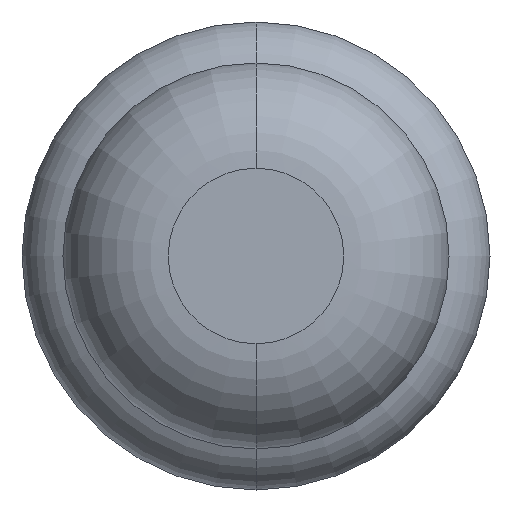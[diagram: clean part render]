
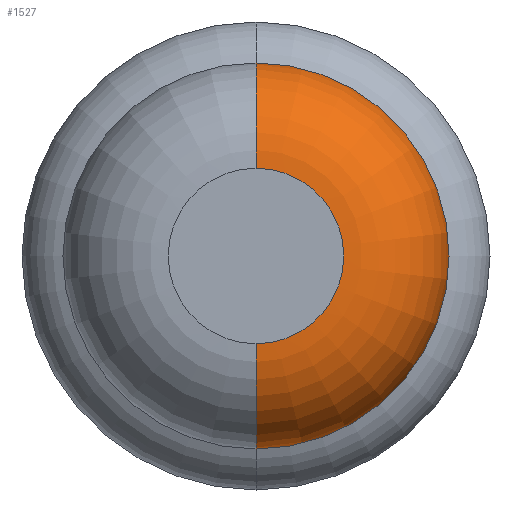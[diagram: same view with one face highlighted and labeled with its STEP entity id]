
A CAD part, front view. The second image highlights one B-rep face of the part: STEP entity #1527.
In plain terms, the highlighted toroidal (fillet/blend) face has major radius 0.375 mm and minor radius 0.45 mm.
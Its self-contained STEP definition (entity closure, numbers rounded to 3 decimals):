
#104 = FACE_OUTER_BOUND ( 'NONE', #2584, .T. ) ;
#110 = DIRECTION ( 'NONE',  ( 0., 0., 1. ) ) ;
#131 = ORIENTED_EDGE ( 'NONE', *, *, #515, .F. ) ;
#314 = DIRECTION ( 'NONE',  ( 0., 1., 0. ) ) ;
#362 = CARTESIAN_POINT ( 'NONE',  ( 0., -29., -0.375 ) ) ;
#392 = AXIS2_PLACEMENT_3D ( 'NONE', #1438, #1157, #110 ) ;
#441 = ORIENTED_EDGE ( 'NONE', *, *, #1379, .T. ) ;
#515 = EDGE_CURVE ( 'NONE', #980, #1989, #2021, .T. ) ;
#576 = CIRCLE ( 'NONE', #1425, 0.45 ) ;
#577 = ORIENTED_EDGE ( 'NONE', *, *, #2908, .T. ) ;
#598 = VERTEX_POINT ( 'NONE', #362 ) ;
#614 = EDGE_CURVE ( 'Defeature ausgef�hrt1_8+Defeature ausgef�hrt1_7+Defeature ausgef�hrt1_7+Defeature ausgef�hrt1_7', #1989, #1447, #758, .T. ) ;
#758 = CIRCLE ( 'NONE', #392, 0.825 ) ;
#819 = CARTESIAN_POINT ( 'NONE',  ( 0., -28.55, -0.825 ) ) ;
#918 = AXIS2_PLACEMENT_3D ( 'NONE', #1065, #314, #1629 ) ;
#980 = VERTEX_POINT ( 'NONE', #1324 ) ;
#1065 = CARTESIAN_POINT ( 'NONE',  ( 0., -28.55, 0. ) ) ;
#1067 = AXIS2_PLACEMENT_3D ( 'NONE', #1567, #1552, #3398 ) ;
#1157 = DIRECTION ( 'NONE',  ( 0., 1., 0. ) ) ;
#1176 = CARTESIAN_POINT ( 'NONE',  ( 0., -28.55, 0.375 ) ) ;
#1324 = CARTESIAN_POINT ( 'NONE',  ( 0., -29., 0.375 ) ) ;
#1379 = EDGE_CURVE ( 'Defeature ausgef�hrt1_7+Defeature ausgef�hrt1_6+Defeature ausgef�hrt1_6+Defeature ausgef�hrt1_6', #980, #598, #3419, .T. ) ;
#1425 = AXIS2_PLACEMENT_3D ( 'NONE', #2589, #2598, #3393 ) ;
#1438 = CARTESIAN_POINT ( 'NONE',  ( 0., -28.55, 0. ) ) ;
#1447 = VERTEX_POINT ( 'NONE', #819 ) ;
#1527 = ADVANCED_FACE ( 'Defeature ausgef�hrt1_7', ( #104 ), #2100, .T. ) ;
#1552 = DIRECTION ( 'NONE',  ( 0., 1., 0. ) ) ;
#1567 = CARTESIAN_POINT ( 'NONE',  ( 0., -29., 0. ) ) ;
#1629 = DIRECTION ( 'NONE',  ( 0., 0., 1. ) ) ;
#1989 = VERTEX_POINT ( 'NONE', #2550 ) ;
#2021 = CIRCLE ( 'NONE', #2898, 0.45 ) ;
#2070 = ORIENTED_EDGE ( 'NONE', *, *, #614, .F. ) ;
#2100 = TOROIDAL_SURFACE ( 'NONE', #918, 0.375, 0.45 ) ;
#2514 = DIRECTION ( 'NONE',  ( -1., 0., 0. ) ) ;
#2550 = CARTESIAN_POINT ( 'NONE',  ( 0., -28.55, 0.825 ) ) ;
#2584 = EDGE_LOOP ( 'NONE', ( #441, #577, #2070, #131 ) ) ;
#2589 = CARTESIAN_POINT ( 'NONE',  ( 0., -28.55, -0.375 ) ) ;
#2598 = DIRECTION ( 'NONE',  ( 1., 0., 0. ) ) ;
#2898 = AXIS2_PLACEMENT_3D ( 'NONE', #1176, #2514, #3305 ) ;
#2908 = EDGE_CURVE ( 'NONE', #598, #1447, #576, .T. ) ;
#3305 = DIRECTION ( 'NONE',  ( 0., 0., 1. ) ) ;
#3393 = DIRECTION ( 'NONE',  ( 0., 0., -1. ) ) ;
#3398 = DIRECTION ( 'NONE',  ( 0., 0., 1. ) ) ;
#3419 = CIRCLE ( 'NONE', #1067, 0.375 ) ;
